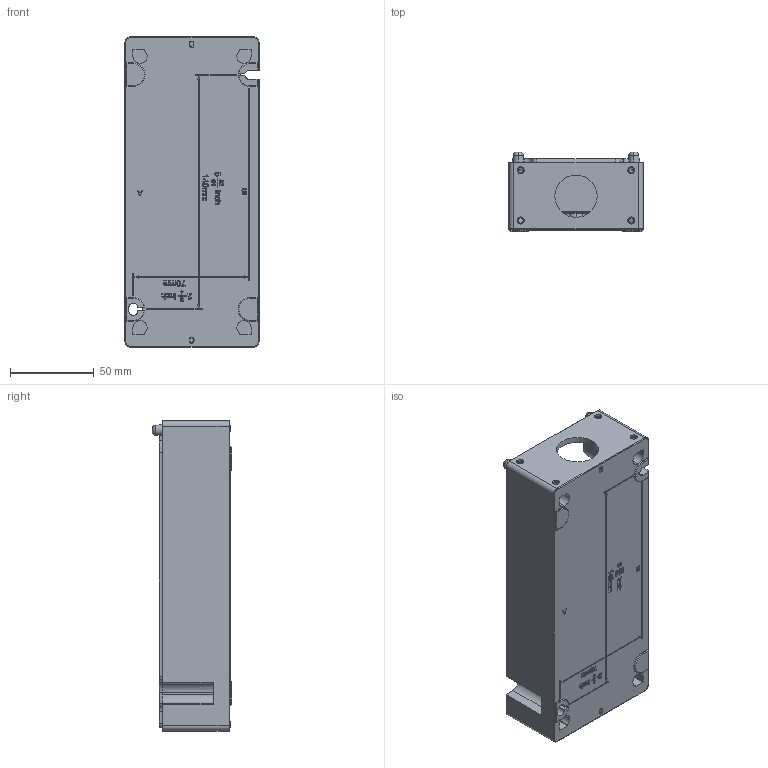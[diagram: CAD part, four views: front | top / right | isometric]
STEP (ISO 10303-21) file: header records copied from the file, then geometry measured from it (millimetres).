
FILE_DESCRIPTION (( 'STEP AP203' ), '1' );
FILE_NAME ('8040_1380_130829.STEP', '2015-02-23T10:54:04', ( '' ), ( '' ), 'SwSTEP 2.0', 'SolidWorks 2015', '' );
FILE_SCHEMA (( 'CONFIG_CONTROL_DESIGN' ));
Length unit declared in the file: millimetre
Products named in the file (5): 80_409_06_04_0_mit Bohrung f〉 M25 80_409_09_04_0; 505_711_0; 80_409_09_04_0_3d export; 80_409_25_55_0; 8040_1380_130829
Assembly tree (5 placements, depth 3):
  8040_1380_130829
    80_409_09_04_0_3d export
      80_409_06_04_0_mit Bohrung f〉 M25 80_409_09_04_0
    80_409_25_55_0
    505_711_0  x2
Bounding box: 80 x 47.3 x 185 mm (x, y, z)
Volume: 141152.8 mm3; surface area: 87293.3 mm2
Topology: 4 solids, 4 shells, 1586 faces, 4057 edges, 2584 vertices
Faces by surface type: plane 667, cylinder 393, bspline 276, torus 145, cone 93, sphere 12
Entity records: 63080 total; most frequent: CARTESIAN_POINT 26755, ORIENTED_EDGE 7812, DIRECTION 6766, EDGE_CURVE 3906, VERTEX_POINT 2497, LINE 2262, VECTOR 2262, AXIS2_PLACEMENT_3D 2252
